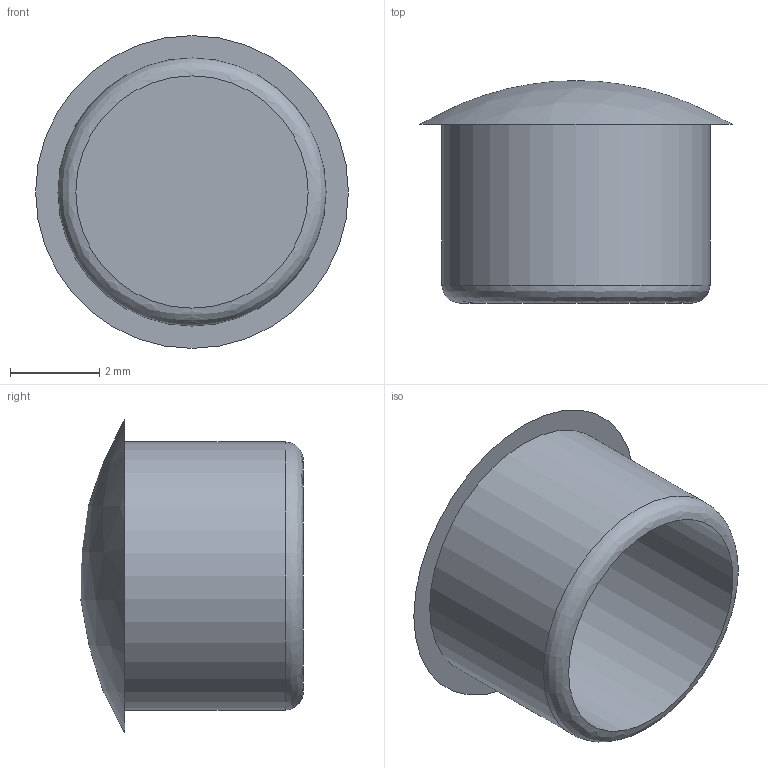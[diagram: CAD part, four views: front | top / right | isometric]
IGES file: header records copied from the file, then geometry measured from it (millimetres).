
Global section: file name: 220006.stp.ipt; native system: Autodesk Inventor 2014; preprocessor: unknown; author: zeman; date: 20151016.101521; units: millimetre
Bounding box: 7 x 4.98 x 7 mm (x, y, z)
Volume: 47.3 mm3; surface area: 217.5 mm2
Topology: 1 solids, 1 shells, 6 faces, 12 edges, 9 vertices
Faces by surface type: revolution 2, plane 2, cylinder 1, sphere 1
Full cylindrical faces by diameter (mm): 6 x1
